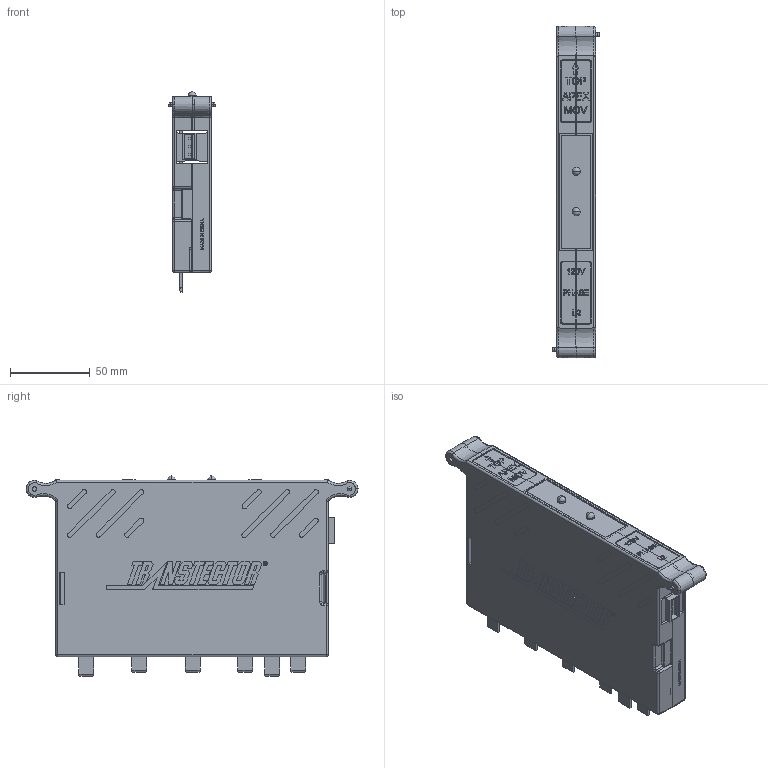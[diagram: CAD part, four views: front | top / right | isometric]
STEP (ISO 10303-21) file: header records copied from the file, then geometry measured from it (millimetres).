
FILE_DESCRIPTION (( 'STEP AP214' ), '1' );
FILE_NAME ('1000-682-5-E.STEP', '2019-01-02T22:24:24', ( '' ), ( '' ), 'SwSTEP 2.0', 'SolidWorks 2018', '' );
FILE_SCHEMA (( 'AUTOMOTIVE_DESIGN' ));
Length unit declared in the file: inch
Products named in the file (11): 2003-759-52; 2003-760; ledassy; yelled; E001-024; 1000-682-5-E; greenled; 2001-123; 2500-160; 2200-222
Assembly tree (11 placements, depth 3):
  1000-682-5-E
    2001-123  x2
    ledassy
      E001-024
      yelled
      greenled
    2200-222
      2200-222
      2500-160
    2003-759-52
    2003-760
Bounding box: 29.72 x 208.75 x 125.89 mm (x, y, z)
Volume: 148634.2 mm3; surface area: 146649 mm2
Topology: 9 solids, 9 shells, 1921 faces, 5212 edges, 3446 vertices
Faces by surface type: plane 1227, cylinder 384, bspline 150, cone 130, torus 18, sphere 12
Entity records: 54229 total; most frequent: CARTESIAN_POINT 14957, ORIENTED_EDGE 7282, DIRECTION 6537, EDGE_CURVE 3641, LINE 2521, VECTOR 2521, VERTEX_POINT 2410, AXIS2_PLACEMENT_3D 2008
